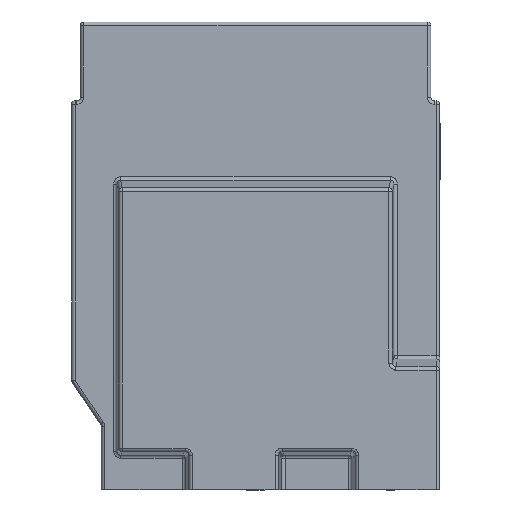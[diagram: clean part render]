
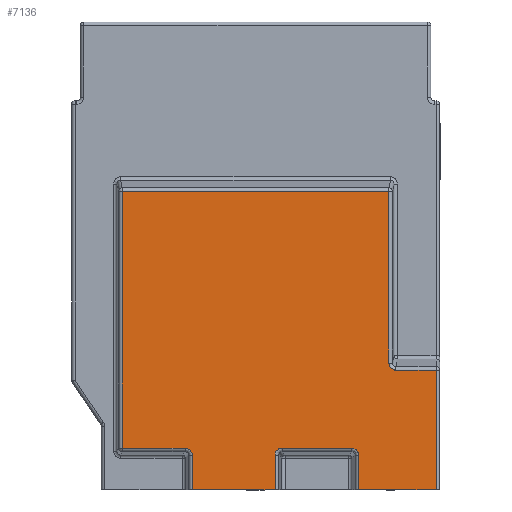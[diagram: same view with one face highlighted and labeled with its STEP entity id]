
A CAD part, front view. The second image highlights one B-rep face of the part: STEP entity #7136.
In plain terms, the highlighted planar face has unit normal (0, -1, 0).
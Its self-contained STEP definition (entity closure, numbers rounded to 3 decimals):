
#7136=ADVANCED_FACE('',(#21013),#21015,.T.);
#21013=FACE_BOUND('',#21014,.T.);
#21014=EDGE_LOOP('',(#32067,#32068,#32069,#32070,#32071,#32072,#32073,#32074,#32075,
#32076,#32077,#32078,#32079,#32080,#32081,#32082));
#21015=PLANE('',#21016);
#21016=AXIS2_PLACEMENT_3D('',#21017,#21018,#21019);
#21017=CARTESIAN_POINT('',(-210.,-148.,0.));
#21018=DIRECTION('',(0.,-1.,0.));
#21019=DIRECTION('',(1.,0.,0.));
#32067=ORIENTED_EDGE('',*,*,#38100,.T.);
#32068=ORIENTED_EDGE('',*,*,#38102,.F.);
#32069=ORIENTED_EDGE('',*,*,#38103,.T.);
#32070=ORIENTED_EDGE('',*,*,#38104,.F.);
#32071=ORIENTED_EDGE('',*,*,#38105,.T.);
#32072=ORIENTED_EDGE('',*,*,#37967,.T.);
#32073=ORIENTED_EDGE('',*,*,#37998,.F.);
#32074=ORIENTED_EDGE('',*,*,#38106,.F.);
#32075=ORIENTED_EDGE('',*,*,#38107,.F.);
#32076=ORIENTED_EDGE('',*,*,#38108,.T.);
#32077=ORIENTED_EDGE('',*,*,#38109,.T.);
#32078=ORIENTED_EDGE('',*,*,#38110,.T.);
#32079=ORIENTED_EDGE('',*,*,#38111,.T.);
#32080=ORIENTED_EDGE('',*,*,#38112,.F.);
#32081=ORIENTED_EDGE('',*,*,#38113,.T.);
#32082=ORIENTED_EDGE('',*,*,#37940,.T.);
#37940=EDGE_CURVE('',#42749,#42747,#42750,.T.);
#37967=EDGE_CURVE('',#42799,#42797,#42800,.T.);
#37998=EDGE_CURVE('',#42848,#42797,#42849,.T.);
#38100=EDGE_CURVE('',#42747,#42994,#42995,.F.);
#38102=EDGE_CURVE('',#42997,#42994,#42998,.F.);
#38103=EDGE_CURVE('',#42997,#42999,#43000,.F.);
#38104=EDGE_CURVE('',#43001,#42999,#43002,.F.);
#38105=EDGE_CURVE('',#43001,#42799,#43003,.F.);
#38106=EDGE_CURVE('',#43004,#42848,#43005,.T.);
#38107=EDGE_CURVE('',#43006,#43004,#43007,.T.);
#38108=EDGE_CURVE('',#43006,#43008,#43009,.F.);
#38109=EDGE_CURVE('',#43008,#43010,#43011,.F.);
#38110=EDGE_CURVE('',#43010,#43012,#43013,.F.);
#38111=EDGE_CURVE('',#43012,#43014,#43015,.F.);
#38112=EDGE_CURVE('',#43016,#43014,#43017,.F.);
#38113=EDGE_CURVE('',#43016,#42749,#43018,.F.);
#42747=VERTEX_POINT('',#52922);
#42749=VERTEX_POINT('',#52927);
#42750=LINE('',#52928,#52929);
#42797=VERTEX_POINT('',#53041);
#42799=VERTEX_POINT('',#53046);
#42800=LINE('',#53047,#53048);
#42848=VERTEX_POINT('',#53179);
#42849=LINE('',#53180,#53181);
#42994=VERTEX_POINT('',#53582);
#42995=LINE('',#53583,#53584);
#42997=VERTEX_POINT('',#53590);
#42998=(BOUNDED_CURVE()B_SPLINE_CURVE(3,
(#53591,#53592,#53593,#53594),
.UNSPECIFIED.,.F.,.F.)B_SPLINE_CURVE_WITH_KNOTS((4,4),
(0.,1.),
.UNSPECIFIED.)CURVE()GEOMETRIC_REPRESENTATION_ITEM()RATIONAL_B_SPLINE_CURVE((1.,
0.806,0.806,1.))REPRESENTATION_ITEM(''));
#42999=VERTEX_POINT('',#53595);
#43000=LINE('',#53596,#53597);
#43001=VERTEX_POINT('',#53599);
#43002=(BOUNDED_CURVE()B_SPLINE_CURVE(3,
(#53600,#53601,#53602,#53603),
.UNSPECIFIED.,.F.,.F.)B_SPLINE_CURVE_WITH_KNOTS((4,4),
(0.,1.),
.UNSPECIFIED.)CURVE()GEOMETRIC_REPRESENTATION_ITEM()RATIONAL_B_SPLINE_CURVE((1.,
0.806,0.806,1.))REPRESENTATION_ITEM(''));
#43003=LINE('',#53604,#53605);
#43004=VERTEX_POINT('',#53607);
#43005=LINE('',#53608,#53609);
#43006=VERTEX_POINT('',#53611);
#43007=(BOUNDED_CURVE()B_SPLINE_CURVE(3,
(#53612,#53613,#53614,#53615),
.UNSPECIFIED.,.F.,.F.)B_SPLINE_CURVE_WITH_KNOTS((4,4),
(0.,1.),
.UNSPECIFIED.)CURVE()GEOMETRIC_REPRESENTATION_ITEM()RATIONAL_B_SPLINE_CURVE((1.,
0.807,0.807,1.))REPRESENTATION_ITEM(''));
#43008=VERTEX_POINT('',#53616);
#43009=LINE('',#53617,#53618);
#43010=VERTEX_POINT('',#53620);
#43011=LINE('',#53621,#53622);
#43012=VERTEX_POINT('',#53624);
#43013=LINE('',#53625,#53626);
#43014=VERTEX_POINT('',#53628);
#43015=LINE('',#53629,#53630);
#43016=VERTEX_POINT('',#53632);
#43017=(BOUNDED_CURVE()B_SPLINE_CURVE(3,
(#53633,#53634,#53635,#53636),
.UNSPECIFIED.,.F.,.F.)B_SPLINE_CURVE_WITH_KNOTS((4,4),
(0.,1.),
.UNSPECIFIED.)CURVE()GEOMETRIC_REPRESENTATION_ITEM()RATIONAL_B_SPLINE_CURVE((1.,
0.806,0.806,1.))REPRESENTATION_ITEM(''));
#43018=LINE('',#53637,#53638);
#52922=CARTESIAN_POINT('',(-93.84,-148.,0.));
#52927=CARTESIAN_POINT('',(-141.16,-148.,0.));
#52928=CARTESIAN_POINT('',(-141.16,-148.,0.));
#52929=VECTOR('',#52930,1.);
#52930=DIRECTION('',(1.,0.,0.));
#53041=CARTESIAN_POINT('',(-2.,-148.,0.));
#53046=CARTESIAN_POINT('',(-46.16,-148.,0.));
#53047=CARTESIAN_POINT('',(-46.16,-148.,0.));
#53048=VECTOR('',#53049,1.);
#53049=DIRECTION('',(1.,0.,0.));
#53179=CARTESIAN_POINT('',(-2.,-148.,68.374));
#53180=CARTESIAN_POINT('',(-2.,-148.,68.374));
#53181=VECTOR('',#53182,1.);
#53182=DIRECTION('',(0.,0.,-1.));
#53582=CARTESIAN_POINT('',(-93.84,-148.,19.854));
#53583=CARTESIAN_POINT('',(-93.84,-148.,19.854));
#53584=VECTOR('',#53585,1.);
#53585=DIRECTION('',(0.,0.,-1.));
#53590=CARTESIAN_POINT('',(-89.854,-148.,23.84));
#53591=CARTESIAN_POINT('',(-93.84,-148.,19.854));
#53592=CARTESIAN_POINT('',(-93.84,-148.,22.192));
#53593=CARTESIAN_POINT('',(-92.192,-148.,23.84));
#53594=CARTESIAN_POINT('',(-89.854,-148.,23.84));
#53595=CARTESIAN_POINT('',(-50.146,-148.,23.84));
#53596=CARTESIAN_POINT('',(-50.146,-148.,23.84));
#53597=VECTOR('',#53598,1.);
#53598=DIRECTION('',(-1.,0.,0.));
#53599=CARTESIAN_POINT('',(-46.16,-148.,19.854));
#53600=CARTESIAN_POINT('',(-50.146,-148.,23.84));
#53601=CARTESIAN_POINT('',(-47.808,-148.,23.84));
#53602=CARTESIAN_POINT('',(-46.16,-148.,22.192));
#53603=CARTESIAN_POINT('',(-46.16,-148.,19.854));
#53604=CARTESIAN_POINT('',(-46.16,-148.,0.));
#53605=VECTOR('',#53606,1.);
#53606=DIRECTION('',(0.,0.,1.));
#53607=CARTESIAN_POINT('',(-24.949,-148.,68.374));
#53608=CARTESIAN_POINT('',(-24.949,-148.,68.374));
#53609=VECTOR('',#53610,1.);
#53610=DIRECTION('',(1.,0.,0.));
#53611=CARTESIAN_POINT('',(-28.918,-148.,72.425));
#53612=CARTESIAN_POINT('',(-28.918,-148.,72.425));
#53613=CARTESIAN_POINT('',(-28.918,-148.,70.048));
#53614=CARTESIAN_POINT('',(-27.278,-148.,68.374));
#53615=CARTESIAN_POINT('',(-24.949,-148.,68.374));
#53616=CARTESIAN_POINT('',(-28.918,-148.,170.374));
#53617=CARTESIAN_POINT('',(-28.918,-148.,170.374));
#53618=VECTOR('',#53619,1.);
#53619=DIRECTION('',(0.,0.,-1.));
#53620=CARTESIAN_POINT('',(-181.082,-148.,170.374));
#53621=CARTESIAN_POINT('',(-181.082,-148.,170.374));
#53622=VECTOR('',#53623,1.);
#53623=DIRECTION('',(1.,0.,0.));
#53624=CARTESIAN_POINT('',(-181.082,-148.,23.84));
#53625=CARTESIAN_POINT('',(-181.082,-148.,23.84));
#53626=VECTOR('',#53627,1.);
#53627=DIRECTION('',(0.,0.,1.));
#53628=CARTESIAN_POINT('',(-145.146,-148.,23.84));
#53629=CARTESIAN_POINT('',(-145.146,-148.,23.84));
#53630=VECTOR('',#53631,1.);
#53631=DIRECTION('',(-1.,0.,0.));
#53632=CARTESIAN_POINT('',(-141.16,-148.,19.854));
#53633=CARTESIAN_POINT('',(-145.146,-148.,23.84));
#53634=CARTESIAN_POINT('',(-142.808,-148.,23.84));
#53635=CARTESIAN_POINT('',(-141.16,-148.,22.192));
#53636=CARTESIAN_POINT('',(-141.16,-148.,19.854));
#53637=CARTESIAN_POINT('',(-141.16,-148.,0.));
#53638=VECTOR('',#53639,1.);
#53639=DIRECTION('',(0.,0.,1.));
